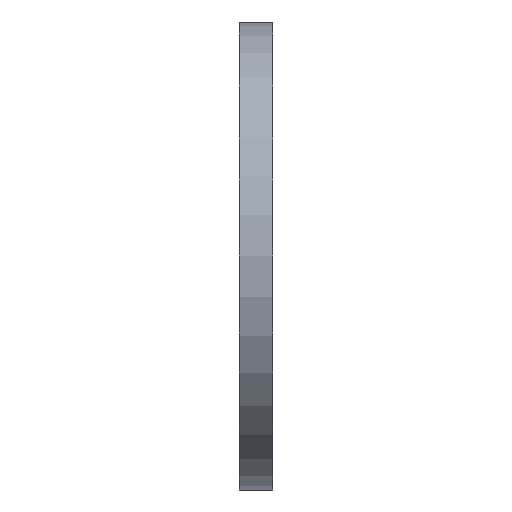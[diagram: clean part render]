
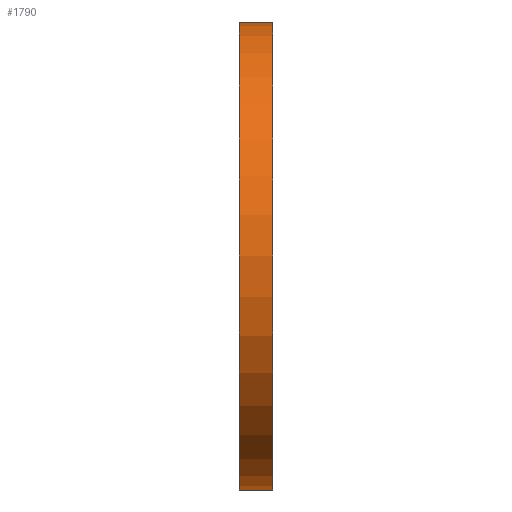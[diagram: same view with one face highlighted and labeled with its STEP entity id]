
A CAD part, left-side view. The second image highlights one B-rep face of the part: STEP entity #1790.
In plain terms, the highlighted cylindrical face has radius 17.5 mm (diameter 35 mm), a partial arc.
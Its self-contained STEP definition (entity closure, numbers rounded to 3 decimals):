
#7 = CARTESIAN_POINT ( 'NONE',  ( 0., 2.5, -17.5 ) ) ;
#57 = CYLINDRICAL_SURFACE ( 'NONE', #1154, 17.5 ) ;
#78 = CARTESIAN_POINT ( 'NONE',  ( 0., 2.5, 17.5 ) ) ;
#196 = ORIENTED_EDGE ( 'NONE', *, *, #767, .F. ) ;
#236 = EDGE_CURVE ( 'NONE', #1168, #1659, #372, .T. ) ;
#237 = ORIENTED_EDGE ( 'NONE', *, *, #236, .T. ) ;
#245 = CARTESIAN_POINT ( 'NONE',  ( 0., 0., 0. ) ) ;
#292 = CARTESIAN_POINT ( 'NONE',  ( 0., 0., -17.5 ) ) ;
#321 = DIRECTION ( 'NONE',  ( 0., -1., 0. ) ) ;
#372 = CIRCLE ( 'NONE', #2270, 17.5 ) ;
#403 = DIRECTION ( 'NONE',  ( 0., -1., 0. ) ) ;
#447 = LINE ( 'NONE', #78, #2056 ) ;
#513 = DIRECTION ( 'NONE',  ( 0., 1., 0. ) ) ;
#576 = EDGE_CURVE ( 'NONE', #1020, #1659, #447, .T. ) ;
#658 = DIRECTION ( 'NONE',  ( 0., 0., 1. ) ) ;
#767 = EDGE_CURVE ( 'NONE', #1157, #1020, #1751, .T. ) ;
#773 = DIRECTION ( 'NONE',  ( 0., 0., -1. ) ) ;
#838 = EDGE_CURVE ( 'NONE', #1157, #1168, #1070, .T. ) ;
#865 = CARTESIAN_POINT ( 'NONE',  ( 0., 2.5, 0. ) ) ;
#1020 = VERTEX_POINT ( 'NONE', #1323 ) ;
#1062 = ORIENTED_EDGE ( 'NONE', *, *, #838, .T. ) ;
#1070 = LINE ( 'NONE', #2342, #1130 ) ;
#1078 = AXIS2_PLACEMENT_3D ( 'NONE', #865, #513, #658 ) ;
#1130 = VECTOR ( 'NONE', #321, 1000. ) ;
#1154 = AXIS2_PLACEMENT_3D ( 'NONE', #2058, #403, #773 ) ;
#1157 = VERTEX_POINT ( 'NONE', #7 ) ;
#1165 = DIRECTION ( 'NONE',  ( 0., 1., 0. ) ) ;
#1168 = VERTEX_POINT ( 'NONE', #292 ) ;
#1171 = CARTESIAN_POINT ( 'NONE',  ( 0., 0., 17.5 ) ) ;
#1173 = DIRECTION ( 'NONE',  ( 0., -1., 0. ) ) ;
#1185 = EDGE_LOOP ( 'NONE', ( #237, #1381, #196, #1062 ) ) ;
#1323 = CARTESIAN_POINT ( 'NONE',  ( 0., 2.5, 17.5 ) ) ;
#1381 = ORIENTED_EDGE ( 'NONE', *, *, #576, .F. ) ;
#1659 = VERTEX_POINT ( 'NONE', #1171 ) ;
#1751 = CIRCLE ( 'NONE', #1078, 17.5 ) ;
#1790 = ADVANCED_FACE ( 'NONE', ( #2259 ), #57, .T. ) ;
#1932 = DIRECTION ( 'NONE',  ( 0., 0., 1. ) ) ;
#2056 = VECTOR ( 'NONE', #1173, 1000. ) ;
#2058 = CARTESIAN_POINT ( 'NONE',  ( 0., 2.5, 0. ) ) ;
#2259 = FACE_OUTER_BOUND ( 'NONE', #1185, .T. ) ;
#2270 = AXIS2_PLACEMENT_3D ( 'NONE', #245, #1165, #1932 ) ;
#2342 = CARTESIAN_POINT ( 'NONE',  ( 0., 2.5, -17.5 ) ) ;
